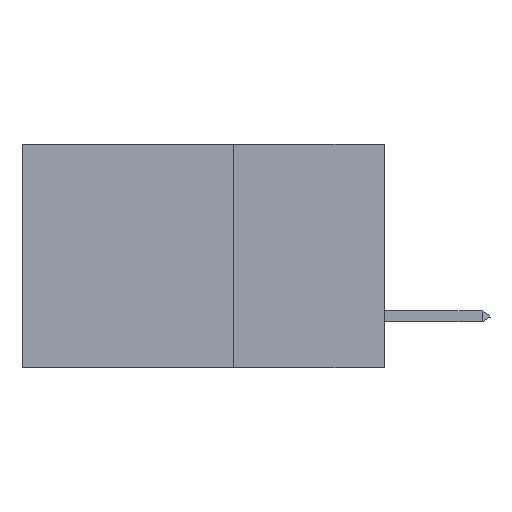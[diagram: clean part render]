
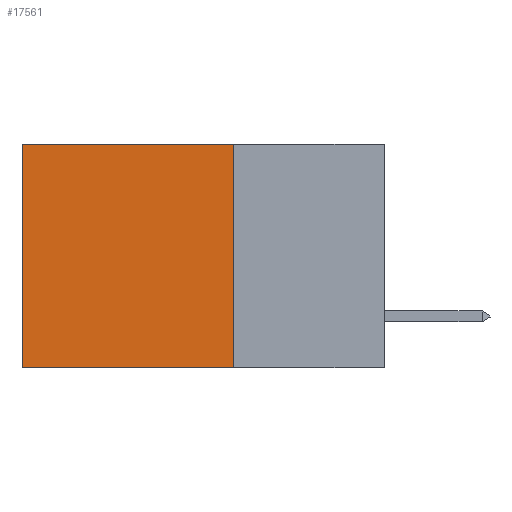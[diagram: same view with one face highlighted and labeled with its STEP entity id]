
A CAD part, left-side view. The second image highlights one B-rep face of the part: STEP entity #17561.
In plain terms, the highlighted planar face has unit normal (-1, 0, 0).
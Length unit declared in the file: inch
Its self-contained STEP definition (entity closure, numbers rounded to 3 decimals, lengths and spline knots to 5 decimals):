
#996 = EDGE_CURVE ( 'NONE', #24730, #39246, #37098, .T. ) ;
#1527 = DIRECTION ( 'NONE',  ( 0., 0., -1. ) ) ;
#1668 = CARTESIAN_POINT ( 'NONE',  ( 0.2875, 0.6, 0. ) ) ;
#3405 = VECTOR ( 'NONE', #1527, 39.37008 ) ;
#4515 = VERTEX_POINT ( 'NONE', #16877 ) ;
#4819 = DIRECTION ( 'NONE',  ( 0., 0., -1. ) ) ;
#5759 = VECTOR ( 'NONE', #6361, 39.37008 ) ;
#6361 = DIRECTION ( 'NONE',  ( 0., 1., 0. ) ) ;
#6866 = PLANE ( 'NONE',  #40636 ) ;
#7271 = DIRECTION ( 'NONE',  ( 0., 0., -1. ) ) ;
#7484 = CARTESIAN_POINT ( 'NONE',  ( 0.2875, 0.25, 0. ) ) ;
#8828 = VECTOR ( 'NONE', #4819, 39.37008 ) ;
#9918 = ORIENTED_EDGE ( 'NONE', *, *, #18771, .F. ) ;
#9983 = VECTOR ( 'NONE', #10600, 39.37008 ) ;
#10600 = DIRECTION ( 'NONE',  ( 0., 1., 0. ) ) ;
#13678 = CARTESIAN_POINT ( 'NONE',  ( 0.2875, 0.6, -0.37 ) ) ;
#14045 = CARTESIAN_POINT ( 'NONE',  ( 0.2875, 0.25, 0. ) ) ;
#15267 = EDGE_CURVE ( 'NONE', #4515, #24730, #22450, .T. ) ;
#16877 = CARTESIAN_POINT ( 'NONE',  ( 0.2875, 0.25, 0. ) ) ;
#17173 = ORIENTED_EDGE ( 'NONE', *, *, #996, .T. ) ;
#17557 = FACE_OUTER_BOUND ( 'NONE', #30846, .T. ) ;
#17561 = ADVANCED_FACE ( 'NONE', ( #17557 ), #6866, .F. ) ;
#18771 = EDGE_CURVE ( 'NONE', #4515, #37567, #31610, .T. ) ;
#21763 = CARTESIAN_POINT ( 'NONE',  ( 0.2875, 0.25, -0.37 ) ) ;
#22450 = LINE ( 'NONE', #7484, #9983 ) ;
#24730 = VERTEX_POINT ( 'NONE', #27184 ) ;
#25174 = EDGE_CURVE ( 'NONE', #37567, #39246, #36961, .T. ) ;
#26002 = DIRECTION ( 'NONE',  ( 1., 0., 0. ) ) ;
#26512 = CARTESIAN_POINT ( 'NONE',  ( 0.2875, 0.25, -0.37 ) ) ;
#27184 = CARTESIAN_POINT ( 'NONE',  ( 0.2875, 0.6, 0. ) ) ;
#30846 = EDGE_LOOP ( 'NONE', ( #17173, #38179, #9918, #32724 ) ) ;
#31610 = LINE ( 'NONE', #14045, #3405 ) ;
#32724 = ORIENTED_EDGE ( 'NONE', *, *, #15267, .T. ) ;
#36961 = LINE ( 'NONE', #21763, #5759 ) ;
#37098 = LINE ( 'NONE', #1668, #8828 ) ;
#37567 = VERTEX_POINT ( 'NONE', #26512 ) ;
#38179 = ORIENTED_EDGE ( 'NONE', *, *, #25174, .F. ) ;
#38847 = CARTESIAN_POINT ( 'NONE',  ( 0.2875, 0.25, 0. ) ) ;
#39246 = VERTEX_POINT ( 'NONE', #13678 ) ;
#40636 = AXIS2_PLACEMENT_3D ( 'NONE', #38847, #26002, #7271 ) ;
